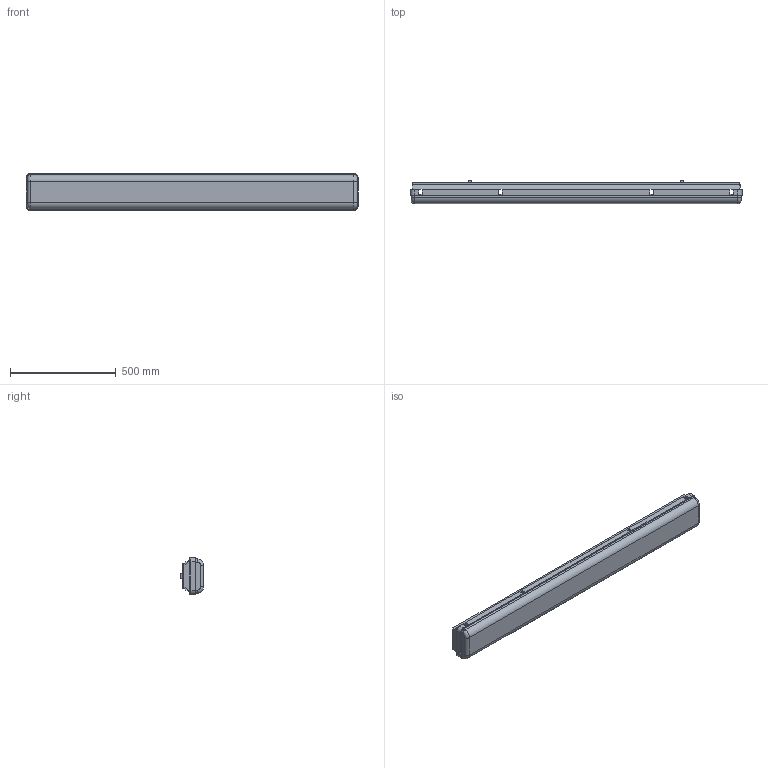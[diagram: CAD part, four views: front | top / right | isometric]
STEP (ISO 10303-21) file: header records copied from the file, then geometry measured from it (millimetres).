
FILE_DESCRIPTION (( 'STEP AP214' ), '1' );
FILE_NAME ('LZ 258 HF ES1 new.STEP', '2018-07-20T08:32:04', ( '' ), ( '' ), 'SwSTEP 2.0', 'SolidWorks 2013', '' );
FILE_SCHEMA (( 'AUTOMOTIVE_DESIGN' ));
Length unit declared in the file: millimetre
Products named in the file (1): LZ 258 HF ES1 new
Bounding box: 1571 x 110 x 173 mm (x, y, z)
Volume: 11902612.8 mm3; surface area: 1584852 mm2
Topology: 2 solids, 2 shells, 123 faces, 364 edges, 240 vertices
Faces by surface type: plane 91, cylinder 28, torus 4
Entity records: 4379 total; most frequent: ORIENTED_EDGE 728, CARTESIAN_POINT 728, DIRECTION 704, EDGE_CURVE 364, VECTOR 272, LINE 272, VERTEX_POINT 240, AXIS2_PLACEMENT_3D 216
